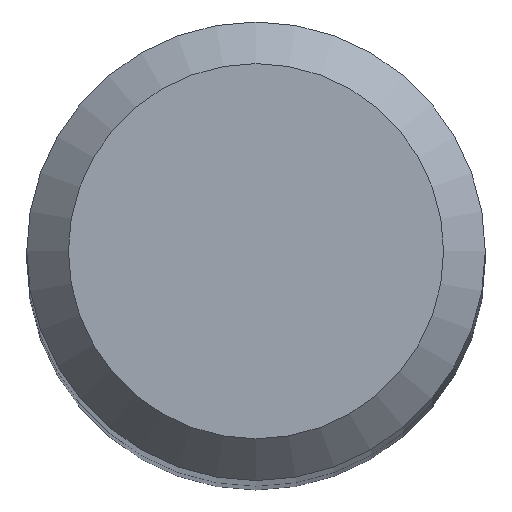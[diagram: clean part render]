
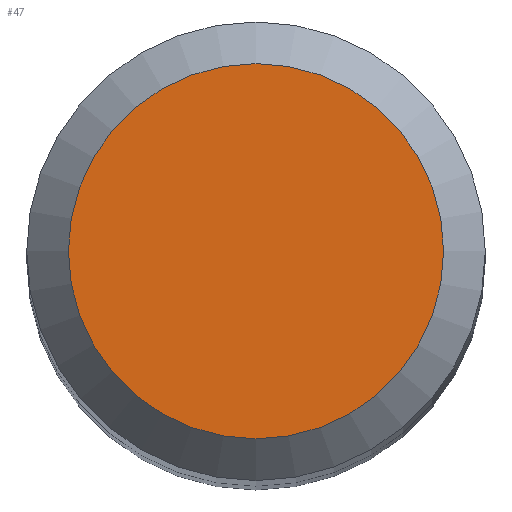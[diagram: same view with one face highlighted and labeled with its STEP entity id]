
A CAD part, top view. The second image highlights one B-rep face of the part: STEP entity #47.
In plain terms, the highlighted planar face has unit normal (0, 0, 1).
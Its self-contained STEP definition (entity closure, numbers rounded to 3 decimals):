
#12 = ORIENTED_EDGE ( 'NONE', *, *, #53, .F. ) ;
#17 = EDGE_LOOP ( 'NONE', ( #12 ) ) ;
#18 = VERTEX_POINT ( 'NONE', #160 ) ;
#23 = AXIS2_PLACEMENT_3D ( 'NONE', #32, #69, #121 ) ;
#30 = CIRCLE ( 'NONE', #76, 2.25 ) ;
#32 = CARTESIAN_POINT ( 'NONE',  ( 0., 0., 66. ) ) ;
#37 = CARTESIAN_POINT ( 'NONE',  ( 0., 0., 66. ) ) ;
#47 = ADVANCED_FACE ( 'NONE', ( #201 ), #67, .F. ) ;
#53 = EDGE_CURVE ( 'NONE', #18, #18, #30, .T. ) ;
#67 = PLANE ( 'NONE',  #23 ) ;
#69 = DIRECTION ( 'NONE',  ( 0., 0., -1. ) ) ;
#75 = DIRECTION ( 'NONE',  ( 0., 1., 0. ) ) ;
#76 = AXIS2_PLACEMENT_3D ( 'NONE', #37, #146, #75 ) ;
#121 = DIRECTION ( 'NONE',  ( 0., 1., 0. ) ) ;
#146 = DIRECTION ( 'NONE',  ( 0., 0., -1. ) ) ;
#160 = CARTESIAN_POINT ( 'NONE',  ( 0., 2.25, 66. ) ) ;
#201 = FACE_OUTER_BOUND ( 'NONE', #17, .T. ) ;
